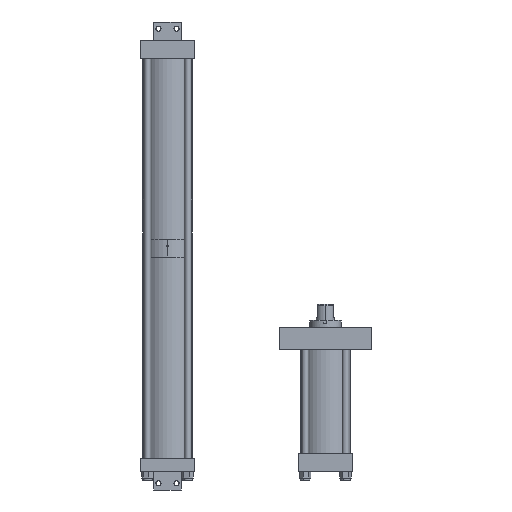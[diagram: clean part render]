
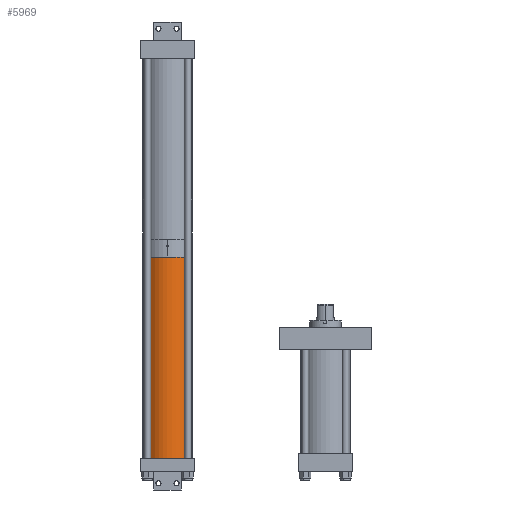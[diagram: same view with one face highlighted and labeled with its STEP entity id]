
A CAD part, front view. The second image highlights one B-rep face of the part: STEP entity #5969.
In plain terms, the highlighted cylindrical face has radius 34.925 mm (diameter 69.85 mm), a partial arc.
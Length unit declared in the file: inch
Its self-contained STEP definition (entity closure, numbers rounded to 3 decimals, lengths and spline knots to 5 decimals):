
#223 = DIRECTION ( 'NONE',  ( 0., 0., 1. ) ) ;
#253 = DIRECTION ( 'NONE',  ( 1., 0., 0. ) ) ;
#325 = DIRECTION ( 'NONE',  ( -1., 0., 0. ) ) ;
#671 = DIRECTION ( 'NONE',  ( 0., 0., -1. ) ) ;
#1308 = CARTESIAN_POINT ( 'NONE',  ( 11.16, 0., 1.375 ) ) ;
#1728 = CARTESIAN_POINT ( 'NONE',  ( 11.16, 0., -1.375 ) ) ;
#1919 = VECTOR ( 'NONE', #8846, 39.37008 ) ;
#2080 = CARTESIAN_POINT ( 'NONE',  ( 11.16, 0., -1.375 ) ) ;
#2996 = FACE_OUTER_BOUND ( 'NONE', #6098, .T. ) ;
#4006 = CYLINDRICAL_SURFACE ( 'NONE', #7543, 1.375 ) ;
#4110 = EDGE_CURVE ( 'NONE', #8695, #7757, #7187, .T. ) ;
#4966 = VECTOR ( 'NONE', #325, 39.37008 ) ;
#5311 = ORIENTED_EDGE ( 'NONE', *, *, #7073, .T. ) ;
#5652 = DIRECTION ( 'NONE',  ( -1., 0., 0. ) ) ;
#5689 = CARTESIAN_POINT ( 'NONE',  ( 0., 0., 0. ) ) ;
#5769 = CARTESIAN_POINT ( 'NONE',  ( 11.16, 0., 1.375 ) ) ;
#5969 = ADVANCED_FACE ( 'NONE', ( #2996 ), #4006, .T. ) ;
#6098 = EDGE_LOOP ( 'NONE', ( #10781, #7874, #7341, #5311 ) ) ;
#6108 = AXIS2_PLACEMENT_3D ( 'NONE', #11580, #6126, #671 ) ;
#6126 = DIRECTION ( 'NONE',  ( 1., 0., 0. ) ) ;
#6299 = CIRCLE ( 'NONE', #8547, 1.375 ) ;
#7073 = EDGE_CURVE ( 'NONE', #11003, #7757, #6299, .T. ) ;
#7187 = LINE ( 'NONE', #1728, #1919 ) ;
#7329 = DIRECTION ( 'NONE',  ( 0., 0., -1. ) ) ;
#7341 = ORIENTED_EDGE ( 'NONE', *, *, #9228, .T. ) ;
#7543 = AXIS2_PLACEMENT_3D ( 'NONE', #11152, #5652, #223 ) ;
#7757 = VERTEX_POINT ( 'NONE', #11288 ) ;
#7874 = ORIENTED_EDGE ( 'NONE', *, *, #8564, .F. ) ;
#8130 = CARTESIAN_POINT ( 'NONE',  ( 0., 0., 1.375 ) ) ;
#8352 = CIRCLE ( 'NONE', #6108, 1.375 ) ;
#8547 = AXIS2_PLACEMENT_3D ( 'NONE', #5689, #253, #7329 ) ;
#8564 = EDGE_CURVE ( 'NONE', #9270, #8695, #8352, .T. ) ;
#8695 = VERTEX_POINT ( 'NONE', #2080 ) ;
#8846 = DIRECTION ( 'NONE',  ( -1., 0., 0. ) ) ;
#9228 = EDGE_CURVE ( 'NONE', #9270, #11003, #11245, .T. ) ;
#9270 = VERTEX_POINT ( 'NONE', #1308 ) ;
#10781 = ORIENTED_EDGE ( 'NONE', *, *, #4110, .F. ) ;
#11003 = VERTEX_POINT ( 'NONE', #8130 ) ;
#11152 = CARTESIAN_POINT ( 'NONE',  ( 11.16, 0., 0. ) ) ;
#11245 = LINE ( 'NONE', #5769, #4966 ) ;
#11288 = CARTESIAN_POINT ( 'NONE',  ( 0., 0., -1.375 ) ) ;
#11580 = CARTESIAN_POINT ( 'NONE',  ( 11.16, 0., 0. ) ) ;
